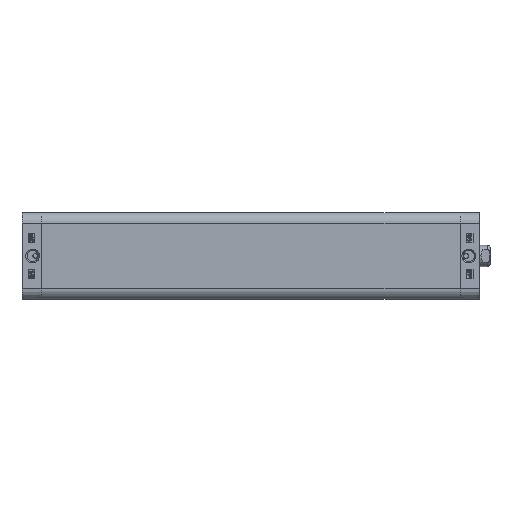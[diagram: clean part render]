
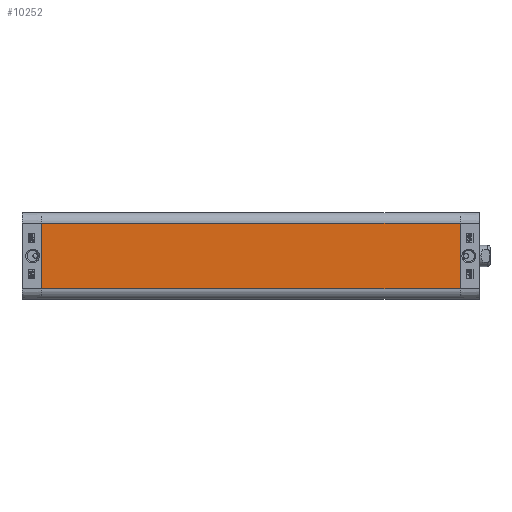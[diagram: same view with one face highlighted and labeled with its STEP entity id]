
A CAD part, left-side view. The second image highlights one B-rep face of the part: STEP entity #10252.
In plain terms, the highlighted planar face has unit normal (-1, 0, 0).
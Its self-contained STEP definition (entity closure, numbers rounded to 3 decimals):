
#5238=CARTESIAN_POINT('',(-32.75,-316.0,24.75));
#5239=VERTEX_POINT('',#5238);
#5246=CARTESIAN_POINT('',(-32.75,-316.0,-24.75));
#5247=VERTEX_POINT('',#5246);
#5248=CARTESIAN_POINT('',(-32.75,-316.0,-24.75));
#5249=DIRECTION('',(0.0,0.0,1.0));
#5250=VECTOR('',#5249,49.5);
#5251=LINE('',#5248,#5250);
#5252=EDGE_CURVE('',#5247,#5239,#5251,.T.);
#10210=CARTESIAN_POINT('',(-32.75,0.0,-24.75));
#10211=VERTEX_POINT('',#10210);
#10212=CARTESIAN_POINT('',(-32.75,0.0,-24.75));
#10213=DIRECTION('',(0.0,-1.0,0.0));
#10214=VECTOR('',#10213,316.0);
#10215=LINE('',#10212,#10214);
#10216=EDGE_CURVE('',#10211,#5247,#10215,.T.);
#10229=CARTESIAN_POINT('',(-32.75,0.0,-24.75));
#10230=DIRECTION('',(-1.0,0.0,0.0));
#10231=DIRECTION('',(0.0,0.0,1.0));
#10232=AXIS2_PLACEMENT_3D('',#10229,#10230,#10231);
#10233=PLANE('',#10232);
#10234=ORIENTED_EDGE('',*,*,#5252,.T.);
#10235=CARTESIAN_POINT('',(-32.75,0.0,24.75));
#10236=VERTEX_POINT('',#10235);
#10237=CARTESIAN_POINT('',(-32.75,0.0,24.75));
#10238=DIRECTION('',(0.0,-1.0,0.0));
#10239=VECTOR('',#10238,316.0);
#10240=LINE('',#10237,#10239);
#10241=EDGE_CURVE('',#10236,#5239,#10240,.T.);
#10242=ORIENTED_EDGE('',*,*,#10241,.F.);
#10243=CARTESIAN_POINT('',(-32.75,0.0,-24.75));
#10244=DIRECTION('',(0.0,0.0,1.0));
#10245=VECTOR('',#10244,49.5);
#10246=LINE('',#10243,#10245);
#10247=EDGE_CURVE('',#10211,#10236,#10246,.T.);
#10248=ORIENTED_EDGE('',*,*,#10247,.F.);
#10249=ORIENTED_EDGE('',*,*,#10216,.T.);
#10250=EDGE_LOOP('',(#10234,#10242,#10248,#10249));
#10251=FACE_OUTER_BOUND('',#10250,.T.);
#10252=ADVANCED_FACE('',(#10251),#10233,.T.);
